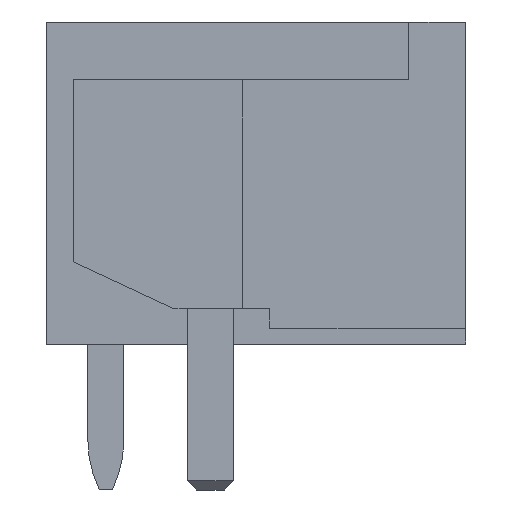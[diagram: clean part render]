
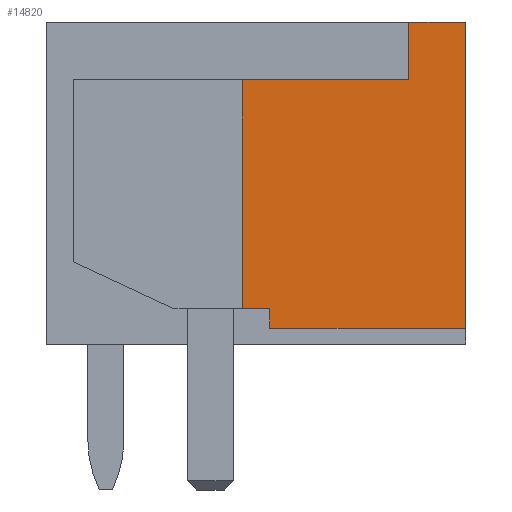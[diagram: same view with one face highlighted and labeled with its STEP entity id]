
A CAD part, left-side view. The second image highlights one B-rep face of the part: STEP entity #14820.
In plain terms, the highlighted planar face has unit normal (-1, 0, 0).
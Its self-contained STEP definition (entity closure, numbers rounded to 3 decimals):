
#14789=AXIS2_PLACEMENT_3D('Plane Axis2P3D',#14786,#14787,#14788) ;
#642=CARTESIAN_POINT('Vertex',(0.,0.,10.27)) ;
#645=CARTESIAN_POINT('Line Origine',(0.,0.,6.91)) ;
#649=CARTESIAN_POINT('Vertex',(0.,0.,3.55)) ;
#2131=CARTESIAN_POINT('Vertex',(0.,1.25,10.27)) ;
#2134=CARTESIAN_POINT('Line Origine',(0.,0.625,10.27)) ;
#14723=CARTESIAN_POINT('Vertex',(0.,4.3,3.55)) ;
#14726=CARTESIAN_POINT('Line Origine',(0.,4.3,3.765)) ;
#14730=CARTESIAN_POINT('Vertex',(0.,4.3,3.98)) ;
#14750=CARTESIAN_POINT('Line Origine',(0.,2.15,3.55)) ;
#14771=CARTESIAN_POINT('Vertex',(0.,1.25,9.)) ;
#14774=CARTESIAN_POINT('Line Origine',(0.,1.25,9.635)) ;
#14786=CARTESIAN_POINT('Axis2P3D Location',(0.,0.,0.)) ;
#14791=CARTESIAN_POINT('Line Origine',(0.,4.6,3.98)) ;
#14795=CARTESIAN_POINT('Vertex',(0.,4.9,3.98)) ;
#14798=CARTESIAN_POINT('Line Origine',(0.,3.075,9.)) ;
#14802=CARTESIAN_POINT('Vertex',(0.,4.9,9.)) ;
#14805=CARTESIAN_POINT('Line Origine',(0.,4.9,6.49)) ;
#646=DIRECTION('Vector Direction',(0.,0.,-1.)) ;
#2135=DIRECTION('Vector Direction',(0.,-1.,0.)) ;
#14727=DIRECTION('Vector Direction',(0.,0.,1.)) ;
#14751=DIRECTION('Vector Direction',(0.,1.,0.)) ;
#14775=DIRECTION('Vector Direction',(0.,0.,1.)) ;
#14787=DIRECTION('Axis2P3D Direction',(-1.,0.,0.)) ;
#14788=DIRECTION('Axis2P3D XDirection',(0.,-1.,0.)) ;
#14792=DIRECTION('Vector Direction',(0.,1.,0.)) ;
#14799=DIRECTION('Vector Direction',(0.,-1.,0.)) ;
#14806=DIRECTION('Vector Direction',(0.,0.,-1.)) ;
#647=VECTOR('Line Direction',#646,1.) ;
#2136=VECTOR('Line Direction',#2135,1.) ;
#14728=VECTOR('Line Direction',#14727,1.) ;
#14752=VECTOR('Line Direction',#14751,1.) ;
#14776=VECTOR('Line Direction',#14775,1.) ;
#14793=VECTOR('Line Direction',#14792,1.) ;
#14800=VECTOR('Line Direction',#14799,1.) ;
#14807=VECTOR('Line Direction',#14806,1.) ;
#14811=ORIENTED_EDGE('',*,*,#14797,.T.) ;
#14812=ORIENTED_EDGE('',*,*,#14732,.T.) ;
#14813=ORIENTED_EDGE('',*,*,#14754,.T.) ;
#14814=ORIENTED_EDGE('',*,*,#651,.T.) ;
#14815=ORIENTED_EDGE('',*,*,#2138,.T.) ;
#14816=ORIENTED_EDGE('',*,*,#14778,.T.) ;
#14817=ORIENTED_EDGE('',*,*,#14804,.T.) ;
#14818=ORIENTED_EDGE('',*,*,#14809,.T.) ;
#14820=ADVANCED_FACE('HOUSING',(#14819),#14790,.T.) ;
#651=EDGE_CURVE('',#650,#643,#648,.F.) ;
#2138=EDGE_CURVE('',#643,#2132,#2137,.F.) ;
#14732=EDGE_CURVE('',#14731,#14724,#14729,.F.) ;
#14754=EDGE_CURVE('',#14724,#650,#14753,.F.) ;
#14778=EDGE_CURVE('',#2132,#14772,#14777,.F.) ;
#14797=EDGE_CURVE('',#14796,#14731,#14794,.F.) ;
#14804=EDGE_CURVE('',#14772,#14803,#14801,.F.) ;
#14809=EDGE_CURVE('',#14803,#14796,#14808,.T.) ;
#14810=EDGE_LOOP('',(#14811,#14812,#14813,#14814,#14815,#14816,#14817,#14818)) ;
#14819=FACE_OUTER_BOUND('',#14810,.T.) ;
#648=LINE('Line',#645,#647) ;
#2137=LINE('Line',#2134,#2136) ;
#14729=LINE('Line',#14726,#14728) ;
#14753=LINE('Line',#14750,#14752) ;
#14777=LINE('Line',#14774,#14776) ;
#14794=LINE('Line',#14791,#14793) ;
#14801=LINE('Line',#14798,#14800) ;
#14808=LINE('Line',#14805,#14807) ;
#14790=PLANE('',#14789) ;
#643=VERTEX_POINT('',#642) ;
#650=VERTEX_POINT('',#649) ;
#2132=VERTEX_POINT('',#2131) ;
#14724=VERTEX_POINT('',#14723) ;
#14731=VERTEX_POINT('',#14730) ;
#14772=VERTEX_POINT('',#14771) ;
#14796=VERTEX_POINT('',#14795) ;
#14803=VERTEX_POINT('',#14802) ;
